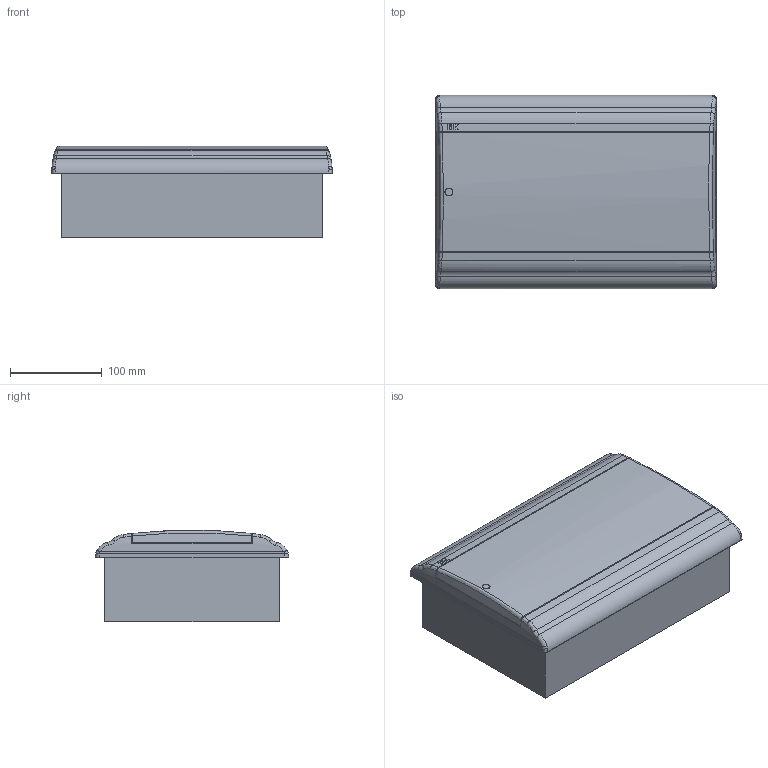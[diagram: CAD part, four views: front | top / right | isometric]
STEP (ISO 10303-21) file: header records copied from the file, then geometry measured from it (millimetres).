
FILE_DESCRIPTION (( 'STEP AP214' ), '1' );
FILE_NAME ('MKP82-V-12-41-10 Áîêñ ÙÐÂ-Ï-12 ìîäóëåé âñòðàèâ.ïëàñòèê IP41 PRIME_1.STEP', '2016-09-01T11:56:39', ( '' ), ( '' ), 'SwSTEP 2.0', 'SolidWorks 2014', '' );
FILE_SCHEMA (( 'AUTOMOTIVE_DESIGN' ));
Length unit declared in the file: millimetre
Products named in the file (1): MKP82-V-12-41-10 Áîêñ ÙÐÂ-Ï-12 ìîäóëåé âñòðàèâ.ïëàñòèê IP41 PRIME_1
Bounding box: 306.05 x 211.05 x 100 mm (x, y, z)
Volume: 888512.5 mm3; surface area: 568965 mm2
Topology: 7 solids, 15 shells, 3117 faces, 8399 edges, 5570 vertices
Faces by surface type: plane 1671, bspline 1204, cylinder 190, cone 52
Entity records: 130554 total; most frequent: CARTESIAN_POINT 60552, ORIENTED_EDGE 16798, DIRECTION 10077, EDGE_CURVE 8399, VERTEX_POINT 5570, VECTOR 5435, LINE 5435, EDGE_LOOP 3395
